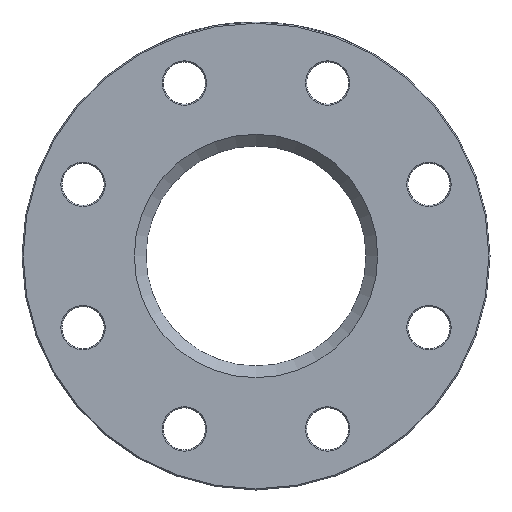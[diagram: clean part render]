
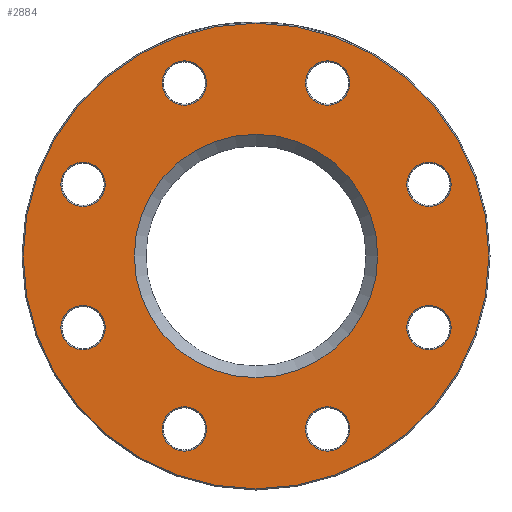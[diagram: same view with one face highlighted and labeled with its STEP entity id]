
A CAD part, left-side view. The second image highlights one B-rep face of the part: STEP entity #2884.
In plain terms, the highlighted planar face has unit normal (-1, 0, 0).
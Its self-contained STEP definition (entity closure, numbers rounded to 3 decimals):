
#398 = CIRCLE ( 'NONE', #3524, 9.5 ) ;
#424 = CIRCLE ( 'NONE', #5108, 9.5 ) ;
#430 = CARTESIAN_POINT ( 'NONE',  ( 0., 73.91, -40.115 ) ) ;
#621 = CIRCLE ( 'NONE', #2426, 9.5 ) ;
#729 = ORIENTED_EDGE ( 'NONE', *, *, #1502, .T. ) ;
#914 = AXIS2_PLACEMENT_3D ( 'NONE', #2514, #1908, #4681 ) ;
#949 = EDGE_CURVE ( 'NONE', #1273, #1273, #398, .T. ) ;
#1244 = AXIS2_PLACEMENT_3D ( 'NONE', #3536, #5256, #5823 ) ;
#1257 = CARTESIAN_POINT ( 'NONE',  ( 0., 73.91, -30.615 ) ) ;
#1273 = VERTEX_POINT ( 'NONE', #1348 ) ;
#1293 = ORIENTED_EDGE ( 'NONE', *, *, #949, .T. ) ;
#1341 = CARTESIAN_POINT ( 'NONE',  ( 0., 30.615, -73.91 ) ) ;
#1348 = CARTESIAN_POINT ( 'NONE',  ( 0., 30.615, 64.41 ) ) ;
#1372 = AXIS2_PLACEMENT_3D ( 'NONE', #6131, #3992, #6277 ) ;
#1481 = EDGE_LOOP ( 'NONE', ( #2256 ) ) ;
#1502 = EDGE_CURVE ( 'NONE', #2271, #2271, #4489, .T. ) ;
#1562 = VERTEX_POINT ( 'NONE', #6177 ) ;
#1635 = CARTESIAN_POINT ( 'NONE',  ( 0., -73.91, -40.115 ) ) ;
#1691 = DIRECTION ( 'NONE',  ( 0., 0., -1. ) ) ;
#1696 = FACE_BOUND ( 'NONE', #7075, .T. ) ;
#1873 = EDGE_CURVE ( 'NONE', #3895, #3895, #6276, .T. ) ;
#1908 = DIRECTION ( 'NONE',  ( 1., 0., 0. ) ) ;
#1997 = EDGE_LOOP ( 'NONE', ( #7335 ) ) ;
#2000 = CIRCLE ( 'NONE', #4512, 9.5 ) ;
#2019 = ORIENTED_EDGE ( 'NONE', *, *, #6099, .T. ) ;
#2065 = CARTESIAN_POINT ( 'NONE',  ( 0., 0., 0. ) ) ;
#2110 = AXIS2_PLACEMENT_3D ( 'NONE', #6964, #5734, #3549 ) ;
#2178 = DIRECTION ( 'NONE',  ( 1., 0., 0. ) ) ;
#2199 = VERTEX_POINT ( 'NONE', #2767 ) ;
#2229 = FACE_BOUND ( 'NONE', #3893, .T. ) ;
#2256 = ORIENTED_EDGE ( 'NONE', *, *, #1873, .T. ) ;
#2271 = VERTEX_POINT ( 'NONE', #4561 ) ;
#2426 = AXIS2_PLACEMENT_3D ( 'NONE', #4415, #5552, #1691 ) ;
#2468 = EDGE_CURVE ( 'NONE', #6212, #6212, #2693, .T. ) ;
#2514 = CARTESIAN_POINT ( 'NONE',  ( 0., -30.615, 73.91 ) ) ;
#2677 = DIRECTION ( 'NONE',  ( 0., 0., -1. ) ) ;
#2693 = CIRCLE ( 'NONE', #7013, 9.5 ) ;
#2761 = FACE_BOUND ( 'NONE', #5206, .T. ) ;
#2767 = CARTESIAN_POINT ( 'NONE',  ( 0., -73.91, 21.115 ) ) ;
#2884 = ADVANCED_FACE ( 'NONE', ( #5689, #3362, #2761, #6845, #7379, #6205, #1696, #4483, #5047, #2229 ), #7342, .F. ) ;
#2921 = DIRECTION ( 'NONE',  ( 1., 0., 0. ) ) ;
#3071 = AXIS2_PLACEMENT_3D ( 'NONE', #2065, #4356, #6647 ) ;
#3362 = FACE_OUTER_BOUND ( 'NONE', #7447, .T. ) ;
#3449 = DIRECTION ( 'NONE',  ( 0., 0., -1. ) ) ;
#3524 = AXIS2_PLACEMENT_3D ( 'NONE', #4480, #5191, #3989 ) ;
#3536 = CARTESIAN_POINT ( 'NONE',  ( 0., -30.615, -73.91 ) ) ;
#3549 = DIRECTION ( 'NONE',  ( 0., 0., -1. ) ) ;
#3609 = EDGE_LOOP ( 'NONE', ( #2019 ) ) ;
#3893 = EDGE_LOOP ( 'NONE', ( #3962 ) ) ;
#3895 = VERTEX_POINT ( 'NONE', #5128 ) ;
#3961 = CARTESIAN_POINT ( 'NONE',  ( 0., 0., -99.5 ) ) ;
#3962 = ORIENTED_EDGE ( 'NONE', *, *, #5510, .T. ) ;
#3989 = DIRECTION ( 'NONE',  ( 0., 0., -1. ) ) ;
#3992 = DIRECTION ( 'NONE',  ( 1., 0., 0. ) ) ;
#4122 = AXIS2_PLACEMENT_3D ( 'NONE', #5505, #2178, #2677 ) ;
#4228 = EDGE_CURVE ( 'NONE', #6284, #6284, #4383, .T. ) ;
#4356 = DIRECTION ( 'NONE',  ( -1., 0., 0. ) ) ;
#4383 = CIRCLE ( 'NONE', #3071, 99.5 ) ;
#4415 = CARTESIAN_POINT ( 'NONE',  ( 0., 73.91, 30.615 ) ) ;
#4480 = CARTESIAN_POINT ( 'NONE',  ( 0., 30.615, 73.91 ) ) ;
#4483 = FACE_BOUND ( 'NONE', #1997, .T. ) ;
#4489 = CIRCLE ( 'NONE', #1244, 9.5 ) ;
#4512 = AXIS2_PLACEMENT_3D ( 'NONE', #1257, #5806, #3449 ) ;
#4561 = CARTESIAN_POINT ( 'NONE',  ( 0., -30.615, -83.41 ) ) ;
#4641 = EDGE_LOOP ( 'NONE', ( #4673 ) ) ;
#4673 = ORIENTED_EDGE ( 'NONE', *, *, #6498, .T. ) ;
#4681 = DIRECTION ( 'NONE',  ( 0., 0., -1. ) ) ;
#4700 = ORIENTED_EDGE ( 'NONE', *, *, #6860, .T. ) ;
#4714 = DIRECTION ( 'NONE',  ( 0., 0., -1. ) ) ;
#4926 = DIRECTION ( 'NONE',  ( 0., 0., -1. ) ) ;
#4961 = DIRECTION ( 'NONE',  ( 1., 0., 0. ) ) ;
#4999 = CARTESIAN_POINT ( 'NONE',  ( 0., -73.91, -30.615 ) ) ;
#5016 = VERTEX_POINT ( 'NONE', #430 ) ;
#5047 = FACE_BOUND ( 'NONE', #3609, .T. ) ;
#5108 = AXIS2_PLACEMENT_3D ( 'NONE', #4999, #4961, #4926 ) ;
#5110 = CIRCLE ( 'NONE', #914, 9.5 ) ;
#5128 = CARTESIAN_POINT ( 'NONE',  ( 0., 0., -52. ) ) ;
#5163 = CARTESIAN_POINT ( 'NONE',  ( 0., 73.91, 21.115 ) ) ;
#5191 = DIRECTION ( 'NONE',  ( 1., 0., 0. ) ) ;
#5206 = EDGE_LOOP ( 'NONE', ( #1293 ) ) ;
#5256 = DIRECTION ( 'NONE',  ( 1., 0., 0. ) ) ;
#5270 = ORIENTED_EDGE ( 'NONE', *, *, #7269, .T. ) ;
#5298 = EDGE_LOOP ( 'NONE', ( #4700 ) ) ;
#5505 = CARTESIAN_POINT ( 'NONE',  ( 0., 0., 0. ) ) ;
#5510 = EDGE_CURVE ( 'NONE', #7422, #7422, #621, .T. ) ;
#5552 = DIRECTION ( 'NONE',  ( 1., 0., 0. ) ) ;
#5660 = VERTEX_POINT ( 'NONE', #1635 ) ;
#5689 = FACE_BOUND ( 'NONE', #1481, .T. ) ;
#5696 = CARTESIAN_POINT ( 'NONE',  ( 0., 30.615, -83.41 ) ) ;
#5734 = DIRECTION ( 'NONE',  ( 1., 0., 0. ) ) ;
#5806 = DIRECTION ( 'NONE',  ( 1., 0., 0. ) ) ;
#5823 = DIRECTION ( 'NONE',  ( 0., 0., -1. ) ) ;
#6099 = EDGE_CURVE ( 'NONE', #5016, #5016, #2000, .T. ) ;
#6129 = ORIENTED_EDGE ( 'NONE', *, *, #4228, .T. ) ;
#6131 = CARTESIAN_POINT ( 'NONE',  ( 0., 47., 0. ) ) ;
#6177 = CARTESIAN_POINT ( 'NONE',  ( 0., -30.615, 64.41 ) ) ;
#6205 = FACE_BOUND ( 'NONE', #6878, .T. ) ;
#6212 = VERTEX_POINT ( 'NONE', #5696 ) ;
#6276 = CIRCLE ( 'NONE', #4122, 52. ) ;
#6277 = DIRECTION ( 'NONE',  ( 0., 0., -1. ) ) ;
#6284 = VERTEX_POINT ( 'NONE', #3961 ) ;
#6498 = EDGE_CURVE ( 'NONE', #1562, #1562, #5110, .T. ) ;
#6647 = DIRECTION ( 'NONE',  ( 0., 0., -1. ) ) ;
#6845 = FACE_BOUND ( 'NONE', #4641, .T. ) ;
#6860 = EDGE_CURVE ( 'NONE', #2199, #2199, #7275, .T. ) ;
#6878 = EDGE_LOOP ( 'NONE', ( #5270 ) ) ;
#6964 = CARTESIAN_POINT ( 'NONE',  ( 0., -73.91, 30.615 ) ) ;
#7013 = AXIS2_PLACEMENT_3D ( 'NONE', #1341, #2921, #4714 ) ;
#7075 = EDGE_LOOP ( 'NONE', ( #729 ) ) ;
#7269 = EDGE_CURVE ( 'NONE', #5660, #5660, #424, .T. ) ;
#7275 = CIRCLE ( 'NONE', #2110, 9.5 ) ;
#7335 = ORIENTED_EDGE ( 'NONE', *, *, #2468, .T. ) ;
#7342 = PLANE ( 'NONE',  #1372 ) ;
#7379 = FACE_BOUND ( 'NONE', #5298, .T. ) ;
#7422 = VERTEX_POINT ( 'NONE', #5163 ) ;
#7447 = EDGE_LOOP ( 'NONE', ( #6129 ) ) ;
